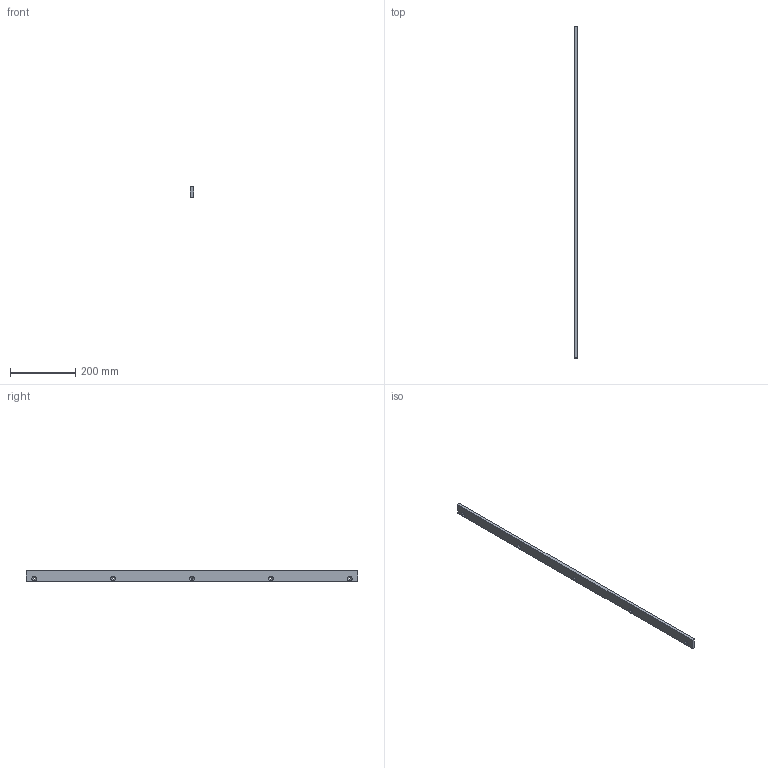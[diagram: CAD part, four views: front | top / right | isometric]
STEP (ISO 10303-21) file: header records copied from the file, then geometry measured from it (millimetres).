
FILE_DESCRIPTION(/* description */ (''),/* implementation_level */ '2;1');
FILE_NAME(/* name */ 'GE-17053_21.stp',/* time_stamp */ '2017-01-08T13:26:52-05:00',/* author */ ('jeff1'),/* organization */ (''),/* preprocessor_version */ 'ST-DEVELOPER v16.5',/* originating_system */ 'Autodesk Inventor 2017',/* authorisation */ '');
FILE_SCHEMA (('AUTOMOTIVE_DESIGN { 1 0 10303 214 3 1 1 }'));
Length unit declared in the file: inch
Products named in the file (1): GE-17053_21
Bounding box: 9.53 x 1016 x 31.75 mm (x, y, z)
Volume: 304457.1 mm3; surface area: 84984.5 mm2
Topology: 1 solids, 1 shells, 16 faces, 37 edges, 23 vertices
Faces by surface type: plane 6, cylinder 5, cone 5
Full cylindrical faces by diameter (mm): 6.731 x5
Entity records: 458 total; most frequent: DIRECTION 76, CARTESIAN_POINT 67, ORIENTED_EDGE 54, EDGE_LOOP 36, AXIS2_PLACEMENT_3D 32, EDGE_CURVE 27, VERTEX_POINT 23, FACE_BOUND 20
